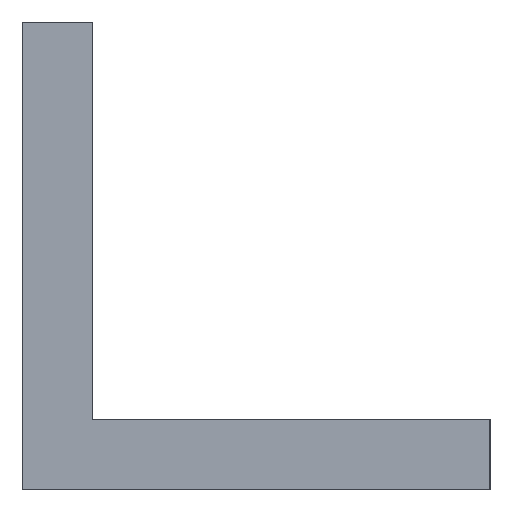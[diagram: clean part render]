
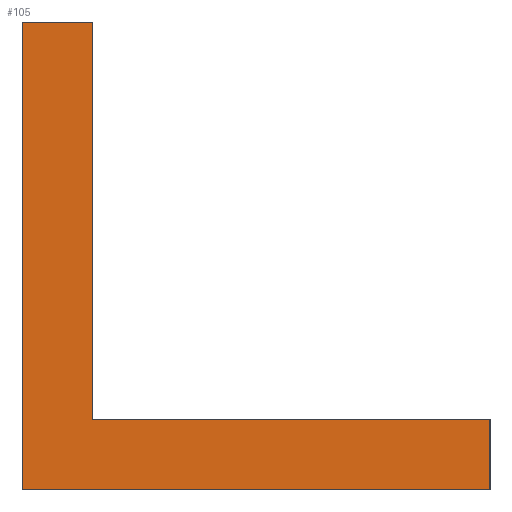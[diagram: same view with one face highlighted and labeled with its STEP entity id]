
A CAD part, left-side view. The second image highlights one B-rep face of the part: STEP entity #105.
In plain terms, the highlighted planar face has unit normal (-1, 0, 0).
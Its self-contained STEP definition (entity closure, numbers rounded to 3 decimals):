
#105=ADVANCED_FACE('',(#259),#260,.F.);
#259=FACE_OUTER_BOUND('',#483,.T.);
#260=PLANE('',#484);
#483=EDGE_LOOP('',(#775,#776,#777,#778,#779,#780));
#484=AXIS2_PLACEMENT_3D('',#781,#782,#783);
#775=ORIENTED_EDGE('',*,*,#1280,.F.);
#776=ORIENTED_EDGE('',*,*,#1281,.F.);
#777=ORIENTED_EDGE('',*,*,#1277,.F.);
#778=ORIENTED_EDGE('',*,*,#1282,.F.);
#779=ORIENTED_EDGE('',*,*,#1283,.F.);
#780=ORIENTED_EDGE('',*,*,#1284,.T.);
#781=CARTESIAN_POINT('',(0.,-10.0,1.5));
#782=DIRECTION('',(1.0,0.0,0.0));
#783=DIRECTION('',(0.0,0.0,-1.0));
#1277=EDGE_CURVE('',#1551,#1553,#1554,.T.);
#1280=EDGE_CURVE('',#1557,#1558,#1559,.T.);
#1281=EDGE_CURVE('',#1553,#1557,#1560,.T.);
#1282=EDGE_CURVE('',#1561,#1551,#1562,.T.);
#1283=EDGE_CURVE('',#1563,#1561,#1564,.T.);
#1284=EDGE_CURVE('',#1563,#1558,#1565,.T.);
#1551=VERTEX_POINT('',#1900);
#1553=VERTEX_POINT('',#1903);
#1554=LINE('',#1904,#1905);
#1557=VERTEX_POINT('',#1909);
#1558=VERTEX_POINT('',#1910);
#1559=LINE('',#1911,#1912);
#1560=LINE('',#1913,#1914);
#1561=VERTEX_POINT('',#1915);
#1562=LINE('',#1916,#1917);
#1563=VERTEX_POINT('',#1918);
#1564=LINE('',#1919,#1920);
#1565=LINE('',#1921,#1922);
#1900=CARTESIAN_POINT('',(0.,-3.0,3.0));
#1903=CARTESIAN_POINT('',(0.,-20.0,3.0));
#1904=CARTESIAN_POINT('',(0.,-10.0,3.0));
#1905=VECTOR('',#2286,1.0);
#1909=CARTESIAN_POINT('',(0.,-20.0,0.));
#1910=CARTESIAN_POINT('',(0.,0.0,0.));
#1911=CARTESIAN_POINT('',(0.,-10.0,0.));
#1912=VECTOR('',#2288,1.0);
#1913=CARTESIAN_POINT('',(0.,-20.0,1.5));
#1914=VECTOR('',#2289,1.0);
#1915=CARTESIAN_POINT('',(0.,-3.0,20.0));
#1916=CARTESIAN_POINT('',(0.,-3.0,10.0));
#1917=VECTOR('',#2290,1.0);
#1918=CARTESIAN_POINT('',(0.,0.0,20.0));
#1919=CARTESIAN_POINT('',(0.,-1.5,20.0));
#1920=VECTOR('',#2291,1.0);
#1921=CARTESIAN_POINT('',(0.,0.0,10.0));
#1922=VECTOR('',#2292,1.0);
#2286=DIRECTION('',(0.0,-1.0,0.0));
#2288=DIRECTION('',(0.0,1.0,0.0));
#2289=DIRECTION('',(0.0,0.0,-1.0));
#2290=DIRECTION('',(0.0,0.0,-1.0));
#2291=DIRECTION('',(0.0,-1.0,0.0));
#2292=DIRECTION('',(0.0,0.0,-1.0));
